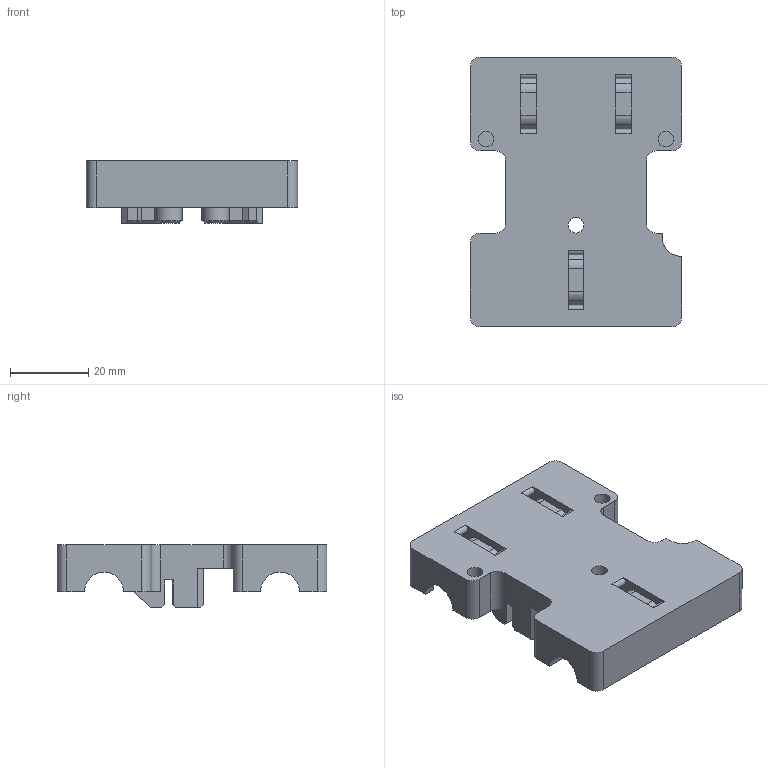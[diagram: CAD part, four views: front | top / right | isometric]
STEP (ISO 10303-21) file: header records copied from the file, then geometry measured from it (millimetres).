
FILE_DESCRIPTION(/* description */ (''),/* implementation_level */ '2;1');
FILE_NAME(/* name */ 'x_carriage.step',/* time_stamp */ '2022-06-08T09:14:50+02:00',/* author */ (''),/* organization */ (''),/* preprocessor_version */ 'ST-DEVELOPER v18.1',/* originating_system */ 'Autodesk Translation Framework v10.14.0.1471',/* authorisation */ '');
FILE_SCHEMA (('AUTOMOTIVE_DESIGN { 1 0 10303 214 3 1 1 }'));
Length unit declared in the file: millimetre
Products named in the file (1): x_carriage
Bounding box: 54 x 69 x 16 mm (x, y, z)
Volume: 29076.8 mm3; surface area: 13258.4 mm2
Topology: 1 solids, 1 shells, 165 faces, 480 edges, 311 vertices
Faces by surface type: plane 98, cylinder 63, cone 4
Full cylindrical faces by diameter (mm): 4 x4, 7 x2
Entity records: 5496 total; most frequent: ORIENTED_EDGE 960, CARTESIAN_POINT 957, DIRECTION 945, EDGE_CURVE 480, LINE 347, VECTOR 347, VERTEX_POINT 311, AXIS2_PLACEMENT_3D 299
